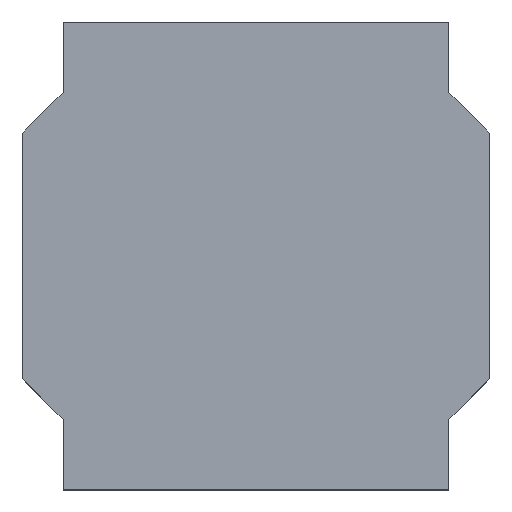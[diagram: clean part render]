
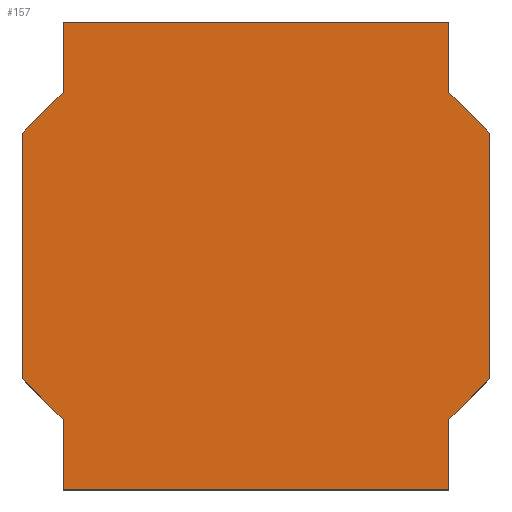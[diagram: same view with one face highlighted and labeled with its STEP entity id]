
A CAD part, top view. The second image highlights one B-rep face of the part: STEP entity #157.
In plain terms, the highlighted planar face has unit normal (0, 0, 1).
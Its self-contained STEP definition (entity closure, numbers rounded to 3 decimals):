
#22 = CARTESIAN_POINT ( 'NONE',  ( -1.65, -2., 1.8 ) ) ;
#30 = LINE ( 'NONE', #298, #1415 ) ;
#62 = VECTOR ( 'NONE', #485, 1000. ) ;
#94 = DIRECTION ( 'NONE',  ( -0.707, 0.707, 0. ) ) ;
#95 = VERTEX_POINT ( 'NONE', #1059 ) ;
#110 = VECTOR ( 'NONE', #94, 1000. ) ;
#117 = ORIENTED_EDGE ( 'NONE', *, *, #1349, .T. ) ;
#120 = EDGE_CURVE ( 'NONE', #830, #1205, #30, .T. ) ;
#126 = VECTOR ( 'NONE', #1637, 1000. ) ;
#129 = AXIS2_PLACEMENT_3D ( 'NONE', #1565, #917, #149 ) ;
#149 = DIRECTION ( 'NONE',  ( -1., 0., 0. ) ) ;
#156 = ORIENTED_EDGE ( 'NONE', *, *, #371, .T. ) ;
#157 = ADVANCED_FACE ( 'NONE', ( #1480 ), #662, .F. ) ;
#172 = EDGE_CURVE ( 'NONE', #808, #95, #889, .T. ) ;
#177 = ORIENTED_EDGE ( 'NONE', *, *, #1604, .T. ) ;
#191 = ORIENTED_EDGE ( 'NONE', *, *, #865, .T. ) ;
#198 = VECTOR ( 'NONE', #746, 1000. ) ;
#234 = CARTESIAN_POINT ( 'NONE',  ( 1.65, 1.4, 1.8 ) ) ;
#237 = CARTESIAN_POINT ( 'NONE',  ( -1.65, -2., 1.8 ) ) ;
#239 = ORIENTED_EDGE ( 'NONE', *, *, #172, .T. ) ;
#260 = VERTEX_POINT ( 'NONE', #1168 ) ;
#298 = CARTESIAN_POINT ( 'NONE',  ( -1.65, 2., 1.8 ) ) ;
#322 = VERTEX_POINT ( 'NONE', #338 ) ;
#331 = VECTOR ( 'NONE', #1139, 1000. ) ;
#338 = CARTESIAN_POINT ( 'NONE',  ( 1.65, -1.4, 1.8 ) ) ;
#343 = CARTESIAN_POINT ( 'NONE',  ( 2., 1.05, 1.8 ) ) ;
#348 = EDGE_CURVE ( 'NONE', #670, #417, #698, .T. ) ;
#360 = VERTEX_POINT ( 'NONE', #1469 ) ;
#371 = EDGE_CURVE ( 'NONE', #95, #322, #1492, .T. ) ;
#394 = ORIENTED_EDGE ( 'NONE', *, *, #120, .T. ) ;
#417 = VERTEX_POINT ( 'NONE', #343 ) ;
#446 = LINE ( 'NONE', #771, #110 ) ;
#451 = ORIENTED_EDGE ( 'NONE', *, *, #634, .T. ) ;
#470 = LINE ( 'NONE', #545, #1586 ) ;
#485 = DIRECTION ( 'NONE',  ( 0., 1., 0. ) ) ;
#501 = EDGE_CURVE ( 'NONE', #1116, #808, #1269, .T. ) ;
#511 = CARTESIAN_POINT ( 'NONE',  ( 2., -1.05, 1.8 ) ) ;
#516 = ORIENTED_EDGE ( 'NONE', *, *, #1006, .T. ) ;
#545 = CARTESIAN_POINT ( 'NONE',  ( -1.65, -1.4, 1.8 ) ) ;
#568 = VECTOR ( 'NONE', #1557, 1000. ) ;
#580 = EDGE_CURVE ( 'NONE', #695, #830, #722, .T. ) ;
#633 = ORIENTED_EDGE ( 'NONE', *, *, #501, .T. ) ;
#634 = EDGE_CURVE ( 'NONE', #322, #670, #1062, .T. ) ;
#662 = PLANE ( 'NONE',  #129 ) ;
#670 = VERTEX_POINT ( 'NONE', #511 ) ;
#674 = CARTESIAN_POINT ( 'NONE',  ( -1.65, 1.4, 1.8 ) ) ;
#687 = CARTESIAN_POINT ( 'NONE',  ( -2., 1.05, 1.8 ) ) ;
#695 = VERTEX_POINT ( 'NONE', #1022 ) ;
#698 = LINE ( 'NONE', #701, #62 ) ;
#701 = CARTESIAN_POINT ( 'NONE',  ( 2., 1.05, 1.8 ) ) ;
#719 = LINE ( 'NONE', #687, #859 ) ;
#722 = LINE ( 'NONE', #1150, #331 ) ;
#746 = DIRECTION ( 'NONE',  ( 0., -1., 0. ) ) ;
#759 = LINE ( 'NONE', #1576, #1103 ) ;
#771 = CARTESIAN_POINT ( 'NONE',  ( 1.65, 1.4, 1.8 ) ) ;
#807 = ORIENTED_EDGE ( 'NONE', *, *, #1226, .T. ) ;
#808 = VERTEX_POINT ( 'NONE', #22 ) ;
#830 = VERTEX_POINT ( 'NONE', #1303 ) ;
#836 = DIRECTION ( 'NONE',  ( 0.707, -0.707, 0. ) ) ;
#859 = VECTOR ( 'NONE', #1199, 1000. ) ;
#865 = EDGE_CURVE ( 'NONE', #1205, #360, #759, .T. ) ;
#889 = LINE ( 'NONE', #237, #568 ) ;
#897 = VECTOR ( 'NONE', #1473, 1000. ) ;
#909 = ORIENTED_EDGE ( 'NONE', *, *, #348, .T. ) ;
#917 = DIRECTION ( 'NONE',  ( 0., 0., -1. ) ) ;
#944 = DIRECTION ( 'NONE',  ( -0.707, -0.707, 0. ) ) ;
#953 = DIRECTION ( 'NONE',  ( 0., 1., 0. ) ) ;
#1000 = CARTESIAN_POINT ( 'NONE',  ( 1.65, -1.4, 1.8 ) ) ;
#1001 = CARTESIAN_POINT ( 'NONE',  ( -1.65, -1.4, 1.8 ) ) ;
#1006 = EDGE_CURVE ( 'NONE', #1137, #695, #1527, .T. ) ;
#1022 = CARTESIAN_POINT ( 'NONE',  ( 1.65, 2., 1.8 ) ) ;
#1059 = CARTESIAN_POINT ( 'NONE',  ( 1.65, -2., 1.8 ) ) ;
#1062 = LINE ( 'NONE', #1000, #126 ) ;
#1103 = VECTOR ( 'NONE', #944, 1000. ) ;
#1104 = CARTESIAN_POINT ( 'NONE',  ( 1.65, 2., 1.8 ) ) ;
#1112 = CARTESIAN_POINT ( 'NONE',  ( -1.65, -2., 1.8 ) ) ;
#1116 = VERTEX_POINT ( 'NONE', #1001 ) ;
#1137 = VERTEX_POINT ( 'NONE', #234 ) ;
#1139 = DIRECTION ( 'NONE',  ( -1., 0., 0. ) ) ;
#1150 = CARTESIAN_POINT ( 'NONE',  ( -1.65, 2., 1.8 ) ) ;
#1158 = VECTOR ( 'NONE', #953, 1000. ) ;
#1168 = CARTESIAN_POINT ( 'NONE',  ( -2., -1.05, 1.8 ) ) ;
#1199 = DIRECTION ( 'NONE',  ( 0., -1., 0. ) ) ;
#1205 = VERTEX_POINT ( 'NONE', #674 ) ;
#1226 = EDGE_CURVE ( 'NONE', #360, #260, #719, .T. ) ;
#1249 = EDGE_LOOP ( 'NONE', ( #191, #807, #117, #633, #239, #156, #451, #909, #177, #516, #1485, #394 ) ) ;
#1269 = LINE ( 'NONE', #1112, #198 ) ;
#1303 = CARTESIAN_POINT ( 'NONE',  ( -1.65, 2., 1.8 ) ) ;
#1335 = CARTESIAN_POINT ( 'NONE',  ( 1.65, -2., 1.8 ) ) ;
#1349 = EDGE_CURVE ( 'NONE', #260, #1116, #470, .T. ) ;
#1415 = VECTOR ( 'NONE', #1543, 1000. ) ;
#1469 = CARTESIAN_POINT ( 'NONE',  ( -2., 1.05, 1.8 ) ) ;
#1473 = DIRECTION ( 'NONE',  ( 0., 1., 0. ) ) ;
#1480 = FACE_OUTER_BOUND ( 'NONE', #1249, .T. ) ;
#1485 = ORIENTED_EDGE ( 'NONE', *, *, #580, .T. ) ;
#1492 = LINE ( 'NONE', #1335, #1158 ) ;
#1527 = LINE ( 'NONE', #1104, #897 ) ;
#1543 = DIRECTION ( 'NONE',  ( 0., -1., 0. ) ) ;
#1557 = DIRECTION ( 'NONE',  ( 1., 0., 0. ) ) ;
#1565 = CARTESIAN_POINT ( 'NONE',  ( 0., 0., 1.8 ) ) ;
#1576 = CARTESIAN_POINT ( 'NONE',  ( -1.65, 1.4, 1.8 ) ) ;
#1586 = VECTOR ( 'NONE', #836, 1000. ) ;
#1604 = EDGE_CURVE ( 'NONE', #417, #1137, #446, .T. ) ;
#1637 = DIRECTION ( 'NONE',  ( 0.707, 0.707, 0. ) ) ;
